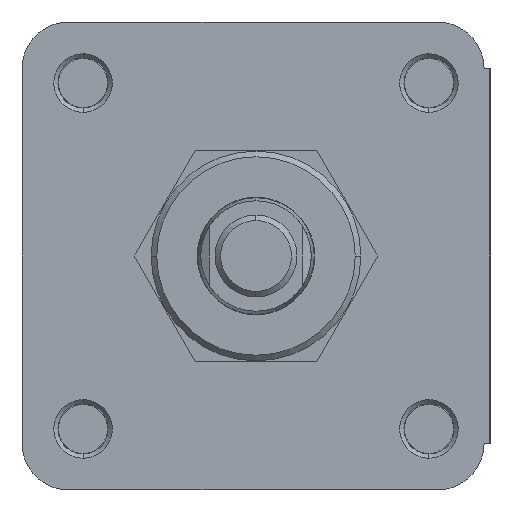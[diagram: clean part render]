
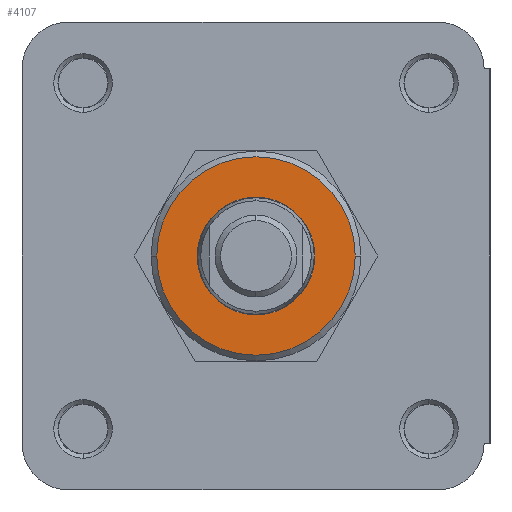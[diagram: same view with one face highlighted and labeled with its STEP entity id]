
A CAD part, left-side view. The second image highlights one B-rep face of the part: STEP entity #4107.
In plain terms, the highlighted planar face has unit normal (-1, 0, 0).
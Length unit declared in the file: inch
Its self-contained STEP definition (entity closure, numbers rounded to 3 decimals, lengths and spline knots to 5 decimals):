
#480 = VERTEX_POINT ( 'NONE', #10376 ) ;
#642 = CARTESIAN_POINT ( 'NONE',  ( -0.615, 0., 0. ) ) ;
#1203 = AXIS2_PLACEMENT_3D ( 'NONE', #642, #8478, #1745 ) ;
#1745 = DIRECTION ( 'NONE',  ( 0., 1., 0. ) ) ;
#1850 = ORIENTED_EDGE ( 'NONE', *, *, #4599, .F. ) ;
#1872 = AXIS2_PLACEMENT_3D ( 'NONE', #3993, #11867, #5118 ) ;
#2243 = EDGE_CURVE ( 'NONE', #7711, #6289, #13772, .T. ) ;
#2480 = AXIS2_PLACEMENT_3D ( 'NONE', #9917, #3199, #11062 ) ;
#3199 = DIRECTION ( 'NONE',  ( 1., 0., 0. ) ) ;
#3441 = AXIS2_PLACEMENT_3D ( 'NONE', #12988, #6249, #14120 ) ;
#3993 = CARTESIAN_POINT ( 'NONE',  ( -0.615, 0., 0. ) ) ;
#4042 = CIRCLE ( 'NONE', #1872, 0.314 ) ;
#4107 = ADVANCED_FACE ( 'NONE', ( #7670, #13314 ), #8698, .F. ) ;
#4330 = CARTESIAN_POINT ( 'NONE',  ( -0.615, 0., 0. ) ) ;
#4436 = CARTESIAN_POINT ( 'NONE',  ( -0.615, 0., 0.314 ) ) ;
#4599 = EDGE_CURVE ( 'NONE', #480, #6317, #14497, .T. ) ;
#5118 = DIRECTION ( 'NONE',  ( 0., 0., -1. ) ) ;
#5192 = ORIENTED_EDGE ( 'NONE', *, *, #6127, .F. ) ;
#5437 = DIRECTION ( 'NONE',  ( 0., 1., 0. ) ) ;
#5448 = EDGE_LOOP ( 'NONE', ( #14186, #8524 ) ) ;
#6127 = EDGE_CURVE ( 'NONE', #6317, #480, #4042, .T. ) ;
#6249 = DIRECTION ( 'NONE',  ( -1., 0., 0. ) ) ;
#6289 = VERTEX_POINT ( 'NONE', #8790 ) ;
#6317 = VERTEX_POINT ( 'NONE', #4436 ) ;
#7018 = AXIS2_PLACEMENT_3D ( 'NONE', #4330, #12187, #5437 ) ;
#7670 = FACE_BOUND ( 'NONE', #7842, .T. ) ;
#7711 = VERTEX_POINT ( 'NONE', #14197 ) ;
#7842 = EDGE_LOOP ( 'NONE', ( #1850, #5192 ) ) ;
#8478 = DIRECTION ( 'NONE',  ( 1., 0., 0. ) ) ;
#8524 = ORIENTED_EDGE ( 'NONE', *, *, #2243, .F. ) ;
#8698 = PLANE ( 'NONE',  #2480 ) ;
#8790 = CARTESIAN_POINT ( 'NONE',  ( -0.615, 0.53, 0. ) ) ;
#9917 = CARTESIAN_POINT ( 'NONE',  ( -0.615, 0., 0. ) ) ;
#10376 = CARTESIAN_POINT ( 'NONE',  ( -0.615, 0., -0.314 ) ) ;
#11062 = DIRECTION ( 'NONE',  ( 0., 0., -1. ) ) ;
#11867 = DIRECTION ( 'NONE',  ( -1., 0., 0. ) ) ;
#12187 = DIRECTION ( 'NONE',  ( 1., 0., 0. ) ) ;
#12930 = EDGE_CURVE ( 'NONE', #6289, #7711, #13416, .T. ) ;
#12988 = CARTESIAN_POINT ( 'NONE',  ( -0.615, 0., 0. ) ) ;
#13314 = FACE_OUTER_BOUND ( 'NONE', #5448, .T. ) ;
#13416 = CIRCLE ( 'NONE', #1203, 0.53 ) ;
#13772 = CIRCLE ( 'NONE', #7018, 0.53 ) ;
#14120 = DIRECTION ( 'NONE',  ( 0., 0., -1. ) ) ;
#14186 = ORIENTED_EDGE ( 'NONE', *, *, #12930, .F. ) ;
#14197 = CARTESIAN_POINT ( 'NONE',  ( -0.615, -0.53, 0. ) ) ;
#14497 = CIRCLE ( 'NONE', #3441, 0.314 ) ;
